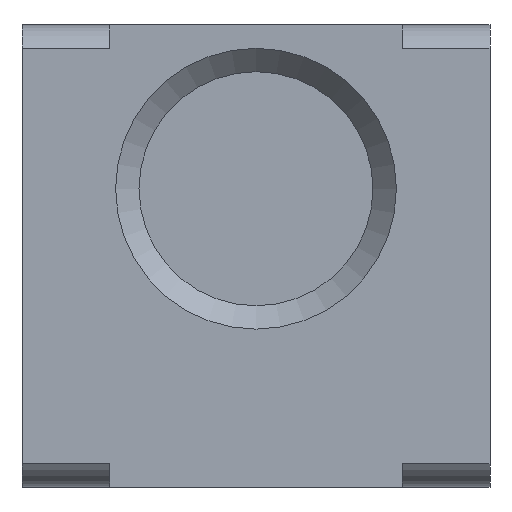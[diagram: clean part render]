
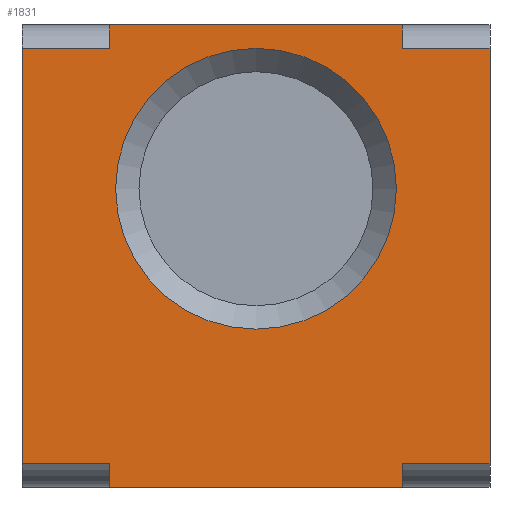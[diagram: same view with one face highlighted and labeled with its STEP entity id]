
A CAD part, front view. The second image highlights one B-rep face of the part: STEP entity #1831.
In plain terms, the highlighted planar face has unit normal (0, -1, 0).
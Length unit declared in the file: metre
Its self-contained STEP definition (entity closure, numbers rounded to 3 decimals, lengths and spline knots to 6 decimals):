
#14=LINE('',#2722,#216);
#15=LINE('',#2726,#217);
#16=LINE('',#2728,#218);
#17=LINE('',#2730,#219);
#18=LINE('',#2732,#220);
#19=LINE('',#2734,#221);
#20=LINE('',#2736,#222);
#21=LINE('',#2738,#223);
#22=LINE('',#2740,#224);
#23=LINE('',#2742,#225);
#24=LINE('',#2744,#226);
#25=LINE('',#2746,#227);
#216=VECTOR('',#2166,1.);
#217=VECTOR('',#2171,1.);
#218=VECTOR('',#2172,1.);
#219=VECTOR('',#2173,1.);
#220=VECTOR('',#2174,1.);
#221=VECTOR('',#2175,1.);
#222=VECTOR('',#2176,1.);
#223=VECTOR('',#2177,1.);
#224=VECTOR('',#2178,1.);
#225=VECTOR('',#2179,1.);
#226=VECTOR('',#2180,1.);
#227=VECTOR('',#2181,1.);
#440=PLANE('',#1975);
#510=ORIENTED_EDGE('',*,*,#1058,.T.);
#511=ORIENTED_EDGE('',*,*,#1057,.F.);
#512=ORIENTED_EDGE('',*,*,#1059,.T.);
#513=ORIENTED_EDGE('',*,*,#1060,.F.);
#514=ORIENTED_EDGE('',*,*,#1061,.F.);
#515=ORIENTED_EDGE('',*,*,#1062,.T.);
#516=ORIENTED_EDGE('',*,*,#1063,.F.);
#517=ORIENTED_EDGE('',*,*,#1064,.T.);
#518=ORIENTED_EDGE('',*,*,#1065,.T.);
#519=ORIENTED_EDGE('',*,*,#1066,.F.);
#520=ORIENTED_EDGE('',*,*,#1067,.T.);
#521=ORIENTED_EDGE('',*,*,#1068,.T.);
#522=ORIENTED_EDGE('',*,*,#1069,.F.);
#1057=EDGE_CURVE('',#1332,#1328,#14,.T.);
#1058=EDGE_CURVE('',#1333,#1333,#1514,.F.);
#1059=EDGE_CURVE('',#1332,#1334,#15,.T.);
#1060=EDGE_CURVE('',#1335,#1334,#16,.T.);
#1061=EDGE_CURVE('',#1336,#1335,#17,.T.);
#1062=EDGE_CURVE('',#1336,#1337,#18,.T.);
#1063=EDGE_CURVE('',#1338,#1337,#19,.T.);
#1064=EDGE_CURVE('',#1338,#1339,#20,.T.);
#1065=EDGE_CURVE('',#1339,#1340,#21,.T.);
#1066=EDGE_CURVE('',#1341,#1340,#22,.T.);
#1067=EDGE_CURVE('',#1341,#1342,#23,.T.);
#1068=EDGE_CURVE('',#1342,#1343,#24,.T.);
#1069=EDGE_CURVE('',#1328,#1343,#25,.T.);
#1328=VERTEX_POINT('',#2713);
#1332=VERTEX_POINT('',#2721);
#1333=VERTEX_POINT('',#2725);
#1334=VERTEX_POINT('',#2727);
#1335=VERTEX_POINT('',#2729);
#1336=VERTEX_POINT('',#2731);
#1337=VERTEX_POINT('',#2733);
#1338=VERTEX_POINT('',#2735);
#1339=VERTEX_POINT('',#2737);
#1340=VERTEX_POINT('',#2739);
#1341=VERTEX_POINT('',#2741);
#1342=VERTEX_POINT('',#2743);
#1343=VERTEX_POINT('',#2745);
#1514=CIRCLE('',#1976,0.0012);
#1588=EDGE_LOOP('',(#510));
#1589=EDGE_LOOP('',(#511,#512,#513,#514,#515,#516,#517,#518,#519,#520,#521,
#522));
#1692=FACE_BOUND('',#1588,.T.);
#1693=FACE_BOUND('',#1589,.T.);
#1831=ADVANCED_FACE('',(#1692,#1693),#440,.T.);
#1975=AXIS2_PLACEMENT_3D('',#2723,#2167,#2168);
#1976=AXIS2_PLACEMENT_3D('',#2724,#2169,#2170);
#2166=DIRECTION('',(0.,0.,1.));
#2167=DIRECTION('',(0.,-1.,0.));
#2168=DIRECTION('',(0.,0.,-1.));
#2169=DIRECTION('',(0.,-1.,0.));
#2170=DIRECTION('',(0.,0.,-1.));
#2171=DIRECTION('',(1.,0.,0.));
#2172=DIRECTION('',(0.,0.,1.));
#2173=DIRECTION('',(-1.,0.,0.));
#2174=DIRECTION('',(0.,0.,1.));
#2175=DIRECTION('',(-1.,0.,0.));
#2176=DIRECTION('',(0.,0.,1.));
#2177=DIRECTION('',(-1.,0.,0.));
#2178=DIRECTION('',(0.,0.,-1.));
#2179=DIRECTION('',(-1.,0.,0.));
#2180=DIRECTION('',(0.,0.,-1.));
#2181=DIRECTION('',(1.,0.,0.));
#2713=CARTESIAN_POINT('',(-0.002,-0.0018,0.00375));
#2721=CARTESIAN_POINT('',(-0.002,-0.0018,0.0002));
#2722=CARTESIAN_POINT('',(-0.002,-0.0018,0.001975));
#2723=CARTESIAN_POINT('',(0.002,-0.0018,0.001975));
#2724=CARTESIAN_POINT('',(0.,-0.0018,0.00255));
#2725=CARTESIAN_POINT('',(0.,-0.0018,0.00135));
#2726=CARTESIAN_POINT('',(-0.001625,-0.0018,0.0002));
#2727=CARTESIAN_POINT('',(-0.00125,-0.0018,0.0002));
#2728=CARTESIAN_POINT('',(-0.00125,-0.0018,0.0001));
#2729=CARTESIAN_POINT('',(-0.00125,-0.0018,0.));
#2730=CARTESIAN_POINT('',(0.002,-0.0018,0.));
#2731=CARTESIAN_POINT('',(0.00125,-0.0018,0.));
#2732=CARTESIAN_POINT('',(0.00125,-0.0018,0.0001));
#2733=CARTESIAN_POINT('',(0.00125,-0.0018,0.0002));
#2734=CARTESIAN_POINT('',(0.001625,-0.0018,0.0002));
#2735=CARTESIAN_POINT('',(0.002,-0.0018,0.0002));
#2736=CARTESIAN_POINT('',(0.002,-0.0018,0.001975));
#2737=CARTESIAN_POINT('',(0.002,-0.0018,0.00375));
#2738=CARTESIAN_POINT('',(0.001625,-0.0018,0.00375));
#2739=CARTESIAN_POINT('',(0.00125,-0.0018,0.00375));
#2740=CARTESIAN_POINT('',(0.00125,-0.0018,0.00385));
#2741=CARTESIAN_POINT('',(0.00125,-0.0018,0.00395));
#2742=CARTESIAN_POINT('',(0.002,-0.0018,0.00395));
#2743=CARTESIAN_POINT('',(-0.00125,-0.0018,0.00395));
#2744=CARTESIAN_POINT('',(-0.00125,-0.0018,0.00385));
#2745=CARTESIAN_POINT('',(-0.00125,-0.0018,0.00375));
#2746=CARTESIAN_POINT('',(-0.001625,-0.0018,0.00375));
